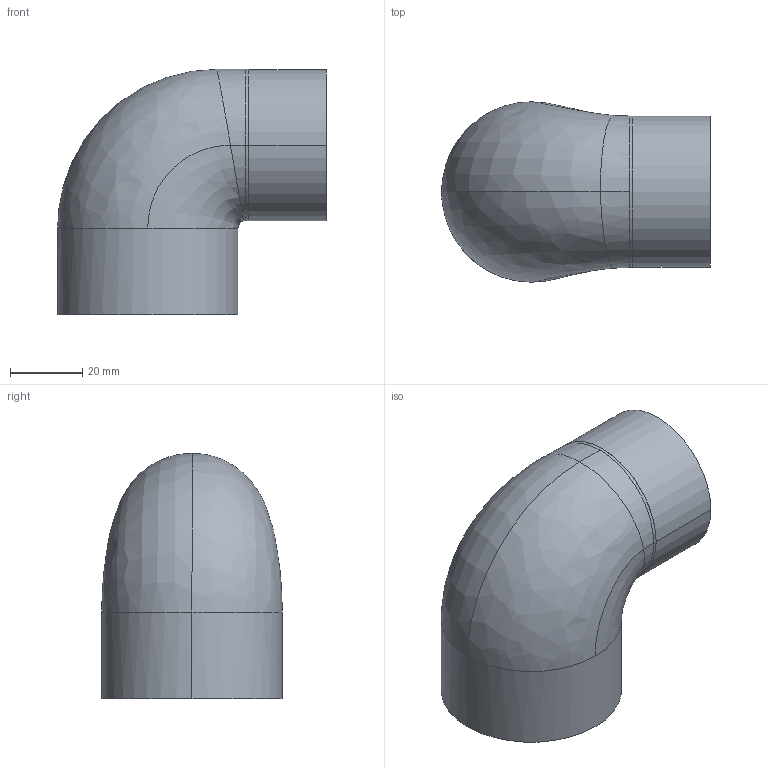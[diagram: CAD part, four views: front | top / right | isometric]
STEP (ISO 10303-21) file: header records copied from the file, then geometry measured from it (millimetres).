
FILE_DESCRIPTION(('STEP AP214'),'1');
FILE_NAME('cctmp_DB9F49A6-B621-42EE-B235-EF8A59CC3E47_2022_03_09_11_46_40_0670..stp','2022-03-09T10:46:40',('Praher Valves GmbH'),('CADClick - www.CADClick.com'),'Spatial InterOp 3D',' ','unknown authorization');
FILE_SCHEMA(('AUTOMOTIVE_DESIGN'));
Length unit declared in the file: millimetre
Products named in the file (1): 71222
Bounding box: 74.5 x 50 x 68 mm (x, y, z)
Volume: 58520.5 mm3; surface area: 29044.9 mm2
Topology: 1 solids, 1 shells, 36 faces, 80 edges, 50 vertices
Faces by surface type: bspline 16, cylinder 14, plane 6
Entity records: 4249 total; most frequent: CARTESIAN_POINT 3210, ORIENTED_EDGE 160, DIRECTION 126, EDGE_CURVE 80, AXIS2_PLACEMENT_3D 55, VERTEX_POINT 50, EDGE_LOOP 42, STYLED_ITEM 37
